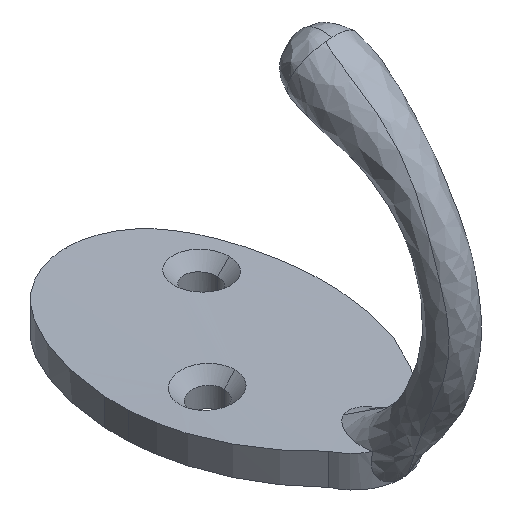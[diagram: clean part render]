
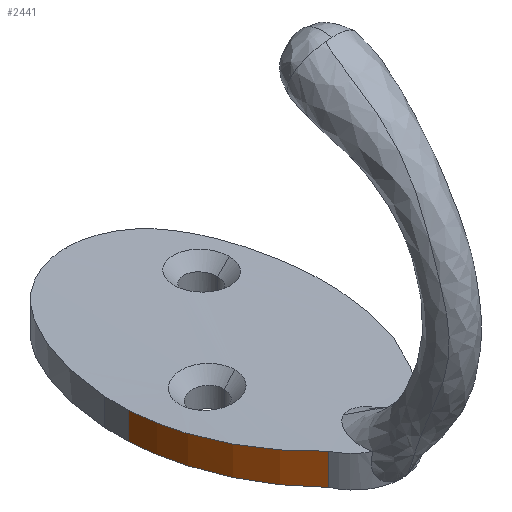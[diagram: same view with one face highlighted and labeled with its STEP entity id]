
A CAD part, isometric view. The second image highlights one B-rep face of the part: STEP entity #2441.
In plain terms, the highlighted free-form (B-spline) face has degree [3, 1] with [5, 2] control points.
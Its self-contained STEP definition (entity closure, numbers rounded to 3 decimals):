
#64 = VECTOR ( 'NONE', #1550, 1000. ) ;
#87 = CARTESIAN_POINT ( 'NONE',  ( -5.353, 2.294, 0. ) ) ;
#218 = CARTESIAN_POINT ( 'NONE',  ( -12.609, 18.416, 3.271 ) ) ;
#232 = FACE_OUTER_BOUND ( 'NONE', #1189, .T. ) ;
#235 = CARTESIAN_POINT ( 'NONE',  ( -12.315, 16.064, 3.3 ) ) ;
#251 = CARTESIAN_POINT ( 'NONE',  ( -5.353, 2.294, 3.787 ) ) ;
#472 = CARTESIAN_POINT ( 'NONE',  ( -10.232, 9.354, 3.487 ) ) ;
#492 = CARTESIAN_POINT ( 'NONE',  ( -6.464, 3.421, 3.74 ) ) ;
#523 = CARTESIAN_POINT ( 'NONE',  ( -12.587, 18.001, 0. ) ) ;
#558 = CARTESIAN_POINT ( 'NONE',  ( -11.852, 11.762, 0. ) ) ;
#725 = VECTOR ( 'NONE', #2151, 1000. ) ;
#756 = CARTESIAN_POINT ( 'NONE',  ( -12.534, 17.628, 3.279 ) ) ;
#849 = LINE ( 'NONE', #2961, #725 ) ;
#932 = VERTEX_POINT ( 'NONE', #2089 ) ;
#982 = CARTESIAN_POINT ( 'NONE',  ( -7.445, 4.638, 3.684 ) ) ;
#1071 = CARTESIAN_POINT ( 'NONE',  ( -12.587, 18.001, 0. ) ) ;
#1189 = EDGE_LOOP ( 'NONE', ( #2979, #3015, #2773, #3011 ) ) ;
#1227 = EDGE_CURVE ( 'NONE', #1653, #932, #1741, .T. ) ;
#1261 = CARTESIAN_POINT ( 'NONE',  ( -11.644, 13.006, 3.365 ) ) ;
#1307 = CARTESIAN_POINT ( 'NONE',  ( -11.852, 11.762, 0. ) ) ;
#1324 = CARTESIAN_POINT ( 'NONE',  ( -12.65, 19.206, 3.81 ) ) ;
#1343 = CARTESIAN_POINT ( 'NONE',  ( -5.353, 2.294, 0. ) ) ;
#1472 = B_SPLINE_SURFACE_WITH_KNOTS ( 'NONE', 3, 1, ( 
 ( #3118, #1546 ),
 ( #2614, #2090 ),
 ( #3134, #1307 ),
 ( #2364, #523 ),
 ( #1324, #3151 ) ),
 .UNSPECIFIED., .F., .F., .F.,
 ( 4, 1, 4 ),
 ( 2, 2 ),
 ( 0., 0.335, 0.415 ),
 ( 0., 1. ),
 .UNSPECIFIED. ) ;
#1532 = LINE ( 'NONE', #3360, #64 ) ;
#1546 = CARTESIAN_POINT ( 'NONE',  ( -5.353, 2.294, 0. ) ) ;
#1550 = DIRECTION ( 'NONE',  ( 0., 0., -1. ) ) ;
#1576 = B_SPLINE_CURVE_WITH_KNOTS ( 'NONE', 3,
 ( #1343, #2387, #558, #1071, #2174 ),
 .UNSPECIFIED., .F., .F.,
 ( 4, 1, 4 ),
 ( 0., 0.335, 0.415 ),
 .UNSPECIFIED. ) ;
#1653 = VERTEX_POINT ( 'NONE', #2460 ) ;
#1708 = VERTEX_POINT ( 'NONE', #2754 ) ;
#1741 = B_SPLINE_CURVE_WITH_KNOTS ( 'NONE', 3,
 ( #251, #492, #982, #1810, #3376, #1825, #472, #2286, #1261, #2560, #235, #756, #218, #2302 ),
 .UNSPECIFIED., .F., .F.,
 ( 4, 2, 2, 2, 2, 2, 4 ),
 ( 0., 0.005, 0.007, 0.009, 0.014, 0.016, 0.019 ),
 .UNSPECIFIED. ) ;
#1810 = CARTESIAN_POINT ( 'NONE',  ( -8.74, 6.587, 3.599 ) ) ;
#1825 = CARTESIAN_POINT ( 'NONE',  ( -9.888, 8.639, 3.514 ) ) ;
#1881 = EDGE_CURVE ( 'NONE', #932, #1708, #849, .T. ) ;
#1921 = VERTEX_POINT ( 'NONE', #87 ) ;
#2089 = CARTESIAN_POINT ( 'NONE',  ( -12.65, 19.206, 3.267 ) ) ;
#2090 = CARTESIAN_POINT ( 'NONE',  ( -8.924, 5.917, 0. ) ) ;
#2120 = EDGE_CURVE ( 'NONE', #1921, #1708, #1576, .T. ) ;
#2151 = DIRECTION ( 'NONE',  ( 0., 0., -1. ) ) ;
#2174 = CARTESIAN_POINT ( 'NONE',  ( -12.65, 19.206, 0. ) ) ;
#2286 = CARTESIAN_POINT ( 'NONE',  ( -11.16, 11.522, 3.409 ) ) ;
#2302 = CARTESIAN_POINT ( 'NONE',  ( -12.65, 19.206, 3.267 ) ) ;
#2364 = CARTESIAN_POINT ( 'NONE',  ( -12.587, 18.001, 3.81 ) ) ;
#2387 = CARTESIAN_POINT ( 'NONE',  ( -8.924, 5.917, 0. ) ) ;
#2441 = ADVANCED_FACE ( 'NONE', ( #232 ), #1472, .T. ) ;
#2460 = CARTESIAN_POINT ( 'NONE',  ( -5.353, 2.294, 3.787 ) ) ;
#2560 = CARTESIAN_POINT ( 'NONE',  ( -12.172, 15.292, 3.314 ) ) ;
#2614 = CARTESIAN_POINT ( 'NONE',  ( -8.924, 5.917, 3.81 ) ) ;
#2754 = CARTESIAN_POINT ( 'NONE',  ( -12.65, 19.206, 0. ) ) ;
#2773 = ORIENTED_EDGE ( 'NONE', *, *, #3408, .F. ) ;
#2961 = CARTESIAN_POINT ( 'NONE',  ( -12.65, 19.206, 39.4 ) ) ;
#2979 = ORIENTED_EDGE ( 'NONE', *, *, #1881, .T. ) ;
#3011 = ORIENTED_EDGE ( 'NONE', *, *, #1227, .T. ) ;
#3015 = ORIENTED_EDGE ( 'NONE', *, *, #2120, .F. ) ;
#3118 = CARTESIAN_POINT ( 'NONE',  ( -5.353, 2.294, 3.81 ) ) ;
#3134 = CARTESIAN_POINT ( 'NONE',  ( -11.852, 11.762, 3.81 ) ) ;
#3151 = CARTESIAN_POINT ( 'NONE',  ( -12.65, 19.206, 0. ) ) ;
#3360 = CARTESIAN_POINT ( 'NONE',  ( -5.353, 2.294, 39.4 ) ) ;
#3376 = CARTESIAN_POINT ( 'NONE',  ( -9.142, 7.258, 3.57 ) ) ;
#3408 = EDGE_CURVE ( 'NONE', #1653, #1921, #1532, .T. ) ;
